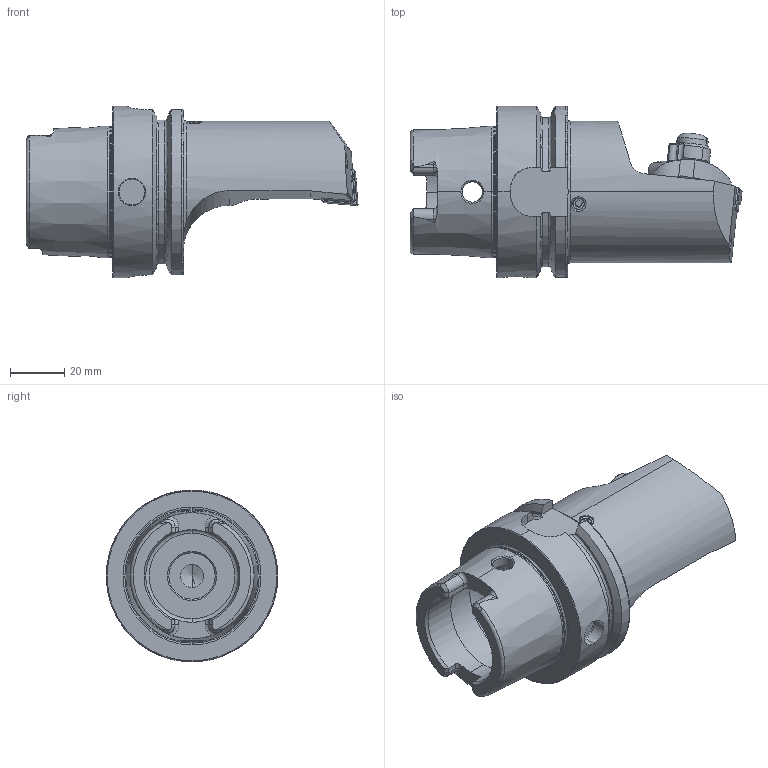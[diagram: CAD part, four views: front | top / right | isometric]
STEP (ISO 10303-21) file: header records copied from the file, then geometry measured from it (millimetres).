
FILE_DESCRIPTION (( 'STEP AP214' ), '1' );
FILE_NAME ('HA6.KCD.RLX.090.STEP', '2024-09-24T05:54:53', ( '' ), ( '' ), 'SwSTEP 2.0', 'SolidWorks 2022', '' );
FILE_SCHEMA (( 'AUTOMOTIVE_DESIGN' ));
Length unit declared in the file: millimetre
Products named in the file (10): WCC-ER4.103.032_A; HA6.KCD.RLX.090; HA6-KCD.RLX.090_A; WCD-ER2.101.003_A; WCC-ER2.001.010_A; WCC-ER5.102.012_B; ISO 13337 - 3 x 12_PreviewCfg; CNMG120404; ISO 4026 - M5 x 5; WCC-ER3.102.024_C
Assembly tree (10 placements, depth 2):
  HA6.KCD.RLX.090
    HA6-KCD.RLX.090_A
    WCD-ER2.101.003_A
    WCC-ER2.001.010_A
    CNMG120404
    WCC-ER3.102.024_C
    WCC-ER5.102.012_B
    WCC-ER4.103.032_A
    ISO 13337 - 3 x 12_PreviewCfg
    ISO 4026 - M5 x 5  x2
Bounding box: 121.9 x 63 x 63 mm (x, y, z)
Volume: 137533.3 mm3; surface area: 35429.5 mm2
Topology: 10 solids, 10 shells, 468 faces, 1177 edges, 722 vertices
Faces by surface type: cylinder 155, plane 142, cone 99, torus 56, bspline 16
Entity records: 16493 total; most frequent: CARTESIAN_POINT 5127, ORIENTED_EDGE 2262, DIRECTION 2184, EDGE_CURVE 1131, AXIS2_PLACEMENT_3D 863, VERTEX_POINT 702, EDGE_LOOP 483, VECTOR 458
